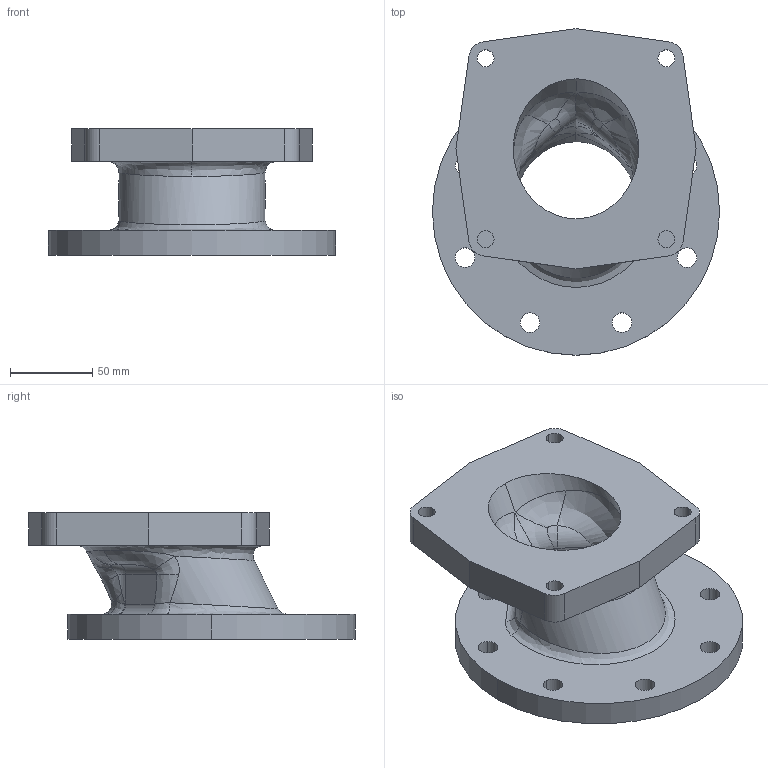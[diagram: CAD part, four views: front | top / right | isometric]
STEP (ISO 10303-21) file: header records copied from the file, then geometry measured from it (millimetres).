
FILE_DESCRIPTION((''),'2;1');
FILE_NAME('C19708','2012-07-25T',('sobri'),(''),'PRO/ENGINEER BY PARAMETRIC TECHNOLOGY CORPORATION, 2011180','PRO/ENGINEER BY PARAMETRIC TECHNOLOGY CORPORATION, 2011180','');
FILE_SCHEMA(('CONFIG_CONTROL_DESIGN'));
Length unit declared in the file: inch
Products named in the file (1): C19708
Bounding box: 174.62 x 198.44 x 76.99 mm (x, y, z)
Volume: 624452.3 mm3; surface area: 116123.2 mm2
Topology: 1 solids, 1 shells, 103 faces, 253 edges, 154 vertices
Faces by surface type: cylinder 44, bspline 39, plane 16, torus 4
Entity records: 5882 total; most frequent: CARTESIAN_POINT 3579, ORIENTED_EDGE 506, DIRECTION 417, EDGE_CURVE 253, AXIS2_PLACEMENT_3D 174, VERTEX_POINT 154, EDGE_LOOP 131, CIRCLE 110
